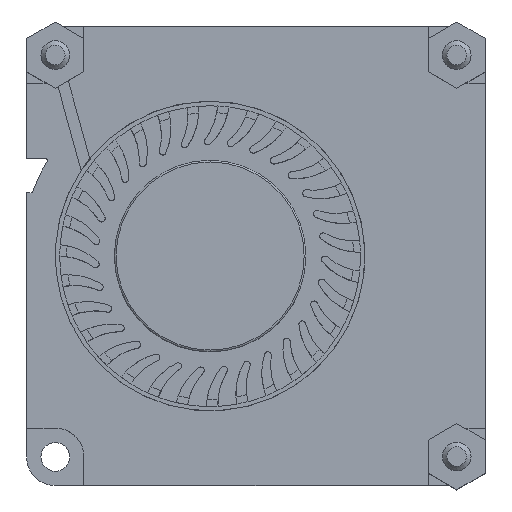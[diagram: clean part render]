
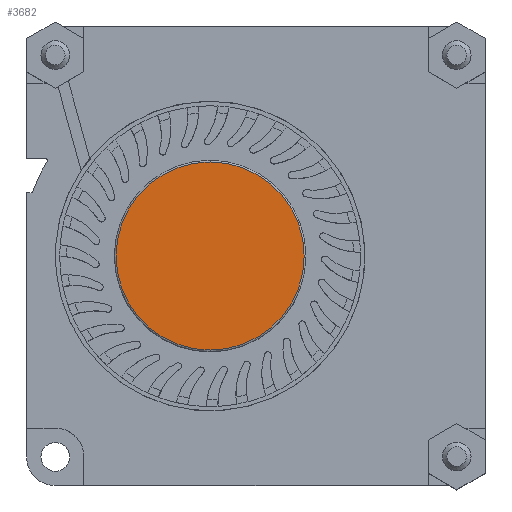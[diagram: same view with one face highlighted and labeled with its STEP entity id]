
A CAD part, top view. The second image highlights one B-rep face of the part: STEP entity #3682.
In plain terms, the highlighted planar face has unit normal (0, 0, 1).
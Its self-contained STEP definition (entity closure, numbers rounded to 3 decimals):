
#3536 = EDGE_CURVE('',#3537,#3537,#3539,.T.);
#3537 = VERTEX_POINT('',#3538);
#3538 = CARTESIAN_POINT('',(4.2,0.,10.));
#3539 = SURFACE_CURVE('',#3540,(#3545,#3557),.PCURVE_S1.);
#3540 = CIRCLE('',#3541,8.2);
#3541 = AXIS2_PLACEMENT_3D('',#3542,#3543,#3544);
#3542 = CARTESIAN_POINT('',(-4.,0.,10.));
#3543 = DIRECTION('',(0.,0.,-1.));
#3544 = DIRECTION('',(-1.,0.,0.));
#3545 = PCURVE('',#3546,#3551);
#3546 = TOROIDAL_SURFACE('',#3547,8.2,0.15);
#3547 = AXIS2_PLACEMENT_3D('',#3548,#3549,#3550);
#3548 = CARTESIAN_POINT('',(-4.,0.,9.85));
#3549 = DIRECTION('',(0.,0.,-1.));
#3550 = DIRECTION('',(-1.,0.,0.));
#3551 = DEFINITIONAL_REPRESENTATION('',(#3552),#3556);
#3552 = LINE('',#3553,#3554);
#3553 = CARTESIAN_POINT('',(0.,4.712));
#3554 = VECTOR('',#3555,1.);
#3555 = DIRECTION('',(1.,0.));
#3556 = ( GEOMETRIC_REPRESENTATION_CONTEXT(2) 
PARAMETRIC_REPRESENTATION_CONTEXT() REPRESENTATION_CONTEXT('2D SPACE',''
  ) );
#3557 = PCURVE('',#3558,#3563);
#3558 = PLANE('',#3559);
#3559 = AXIS2_PLACEMENT_3D('',#3560,#3561,#3562);
#3560 = CARTESIAN_POINT('',(-4.,0.,10.));
#3561 = DIRECTION('',(0.,0.,1.));
#3562 = DIRECTION('',(1.,0.,-0.));
#3563 = DEFINITIONAL_REPRESENTATION('',(#3564),#3572);
#3564 = ( BOUNDED_CURVE() B_SPLINE_CURVE(2,(#3565,#3566,#3567,#3568,
#3569,#3570,#3571),.UNSPECIFIED.,.T.,.F.) B_SPLINE_CURVE_WITH_KNOTS((1,2
    ,2,2,2,1),(-2.094,0.,2.094,4.189,
6.283,8.378),.UNSPECIFIED.) CURVE() 
GEOMETRIC_REPRESENTATION_ITEM() RATIONAL_B_SPLINE_CURVE((1.,0.5,1.,0.5,
1.,0.5,1.)) REPRESENTATION_ITEM('') );
#3565 = CARTESIAN_POINT('',(-8.2,0.));
#3566 = CARTESIAN_POINT('',(-8.2,14.203));
#3567 = CARTESIAN_POINT('',(4.1,7.101));
#3568 = CARTESIAN_POINT('',(16.4,0.));
#3569 = CARTESIAN_POINT('',(4.1,-7.101));
#3570 = CARTESIAN_POINT('',(-8.2,-14.203));
#3571 = CARTESIAN_POINT('',(-8.2,0.));
#3572 = ( GEOMETRIC_REPRESENTATION_CONTEXT(2) 
PARAMETRIC_REPRESENTATION_CONTEXT() REPRESENTATION_CONTEXT('2D SPACE',''
  ) );
#3682 = ADVANCED_FACE('',(#3683),#3558,.T.);
#3683 = FACE_BOUND('',#3684,.T.);
#3684 = EDGE_LOOP('',(#3685));
#3685 = ORIENTED_EDGE('',*,*,#3536,.F.);
